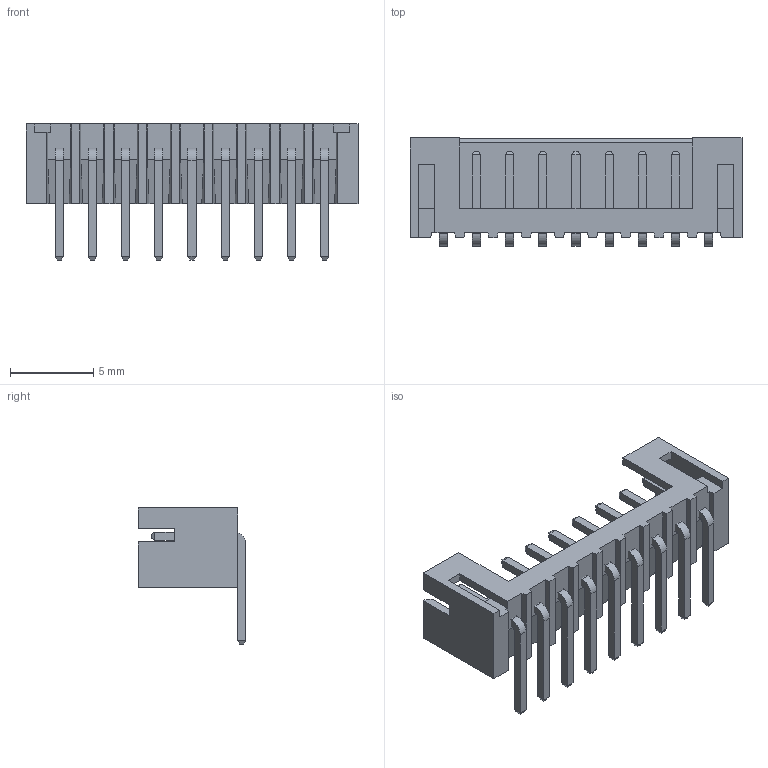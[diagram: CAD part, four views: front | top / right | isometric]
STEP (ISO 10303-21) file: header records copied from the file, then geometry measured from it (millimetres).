
FILE_DESCRIPTION(('STEP AP214'), '1');
FILE_NAME('DS1066', '2019-04-17T17:28:25', ('Nobody'), (''), 'ASCON STEP Converter 1.3', 'ASCON Math Kernel', '');
FILE_SCHEMA(('AUTOMOTIVE_DESIGN { 1 0 10303 214 3 1 1}'));
Length unit declared in the file: millimetre
Assembly tree (10 placements, depth 2):
  (unnamed)
    (unnamed)
    (unnamed)  x9
Bounding box: 20 x 6.5 x 8.2 mm (x, y, z)
Volume: 209.2 mm3; surface area: 809.4 mm2
Topology: 10 solids, 10 shells, 242 faces, 602 edges, 376 vertices
Faces by surface type: plane 224, cylinder 18
Entity records: 4278 total; most frequent: CARTESIAN_POINT 575, ORIENTED_EDGE 564, DIRECTION 504, EDGE_CURVE 282, LINE 278, VECTOR 278, VERTEX_POINT 184, AXIS2_PLACEMENT_3D 113
